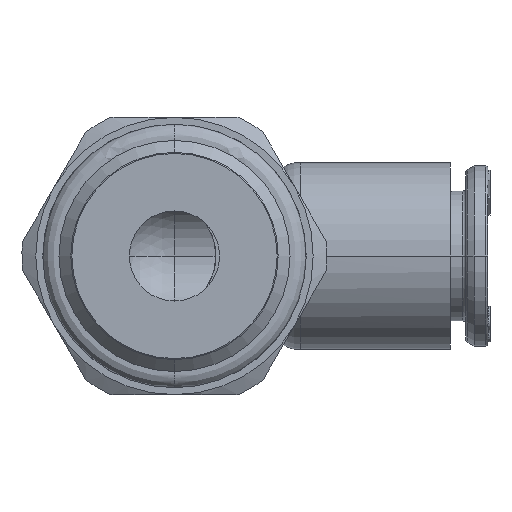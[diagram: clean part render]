
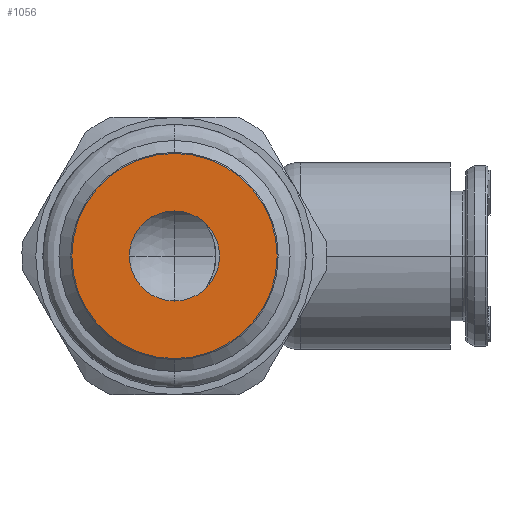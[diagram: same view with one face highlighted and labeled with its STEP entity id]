
A CAD part, front view. The second image highlights one B-rep face of the part: STEP entity #1056.
In plain terms, the highlighted planar face has unit normal (0, -1, 0).
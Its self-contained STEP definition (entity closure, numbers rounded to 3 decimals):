
#1056=ADVANCED_FACE('',(#2793,#2794),#2795,.T.);
#2793=FACE_OUTER_BOUND('',#6180,.T.);
#2794=FACE_BOUND('',#6181,.T.);
#2795=PLANE('',#6182);
#6180=EDGE_LOOP('',(#12831,#12832));
#6181=EDGE_LOOP('',(#12833,#12834));
#6182=AXIS2_PLACEMENT_3D('',#12835,#12836,#12837);
#12831=ORIENTED_EDGE('',*,*,#15358,.F.);
#12832=ORIENTED_EDGE('',*,*,#15359,.F.);
#12833=ORIENTED_EDGE('',*,*,#15360,.F.);
#12834=ORIENTED_EDGE('',*,*,#15357,.F.);
#12835=CARTESIAN_POINT('',(0.0,-31.4,0.0));
#12836=DIRECTION('',(0.0,-1.0,0.0));
#12837=DIRECTION('',(1.0,0.0,0.0));
#15357=EDGE_CURVE('',#18925,#18923,#18927,.T.);
#15358=EDGE_CURVE('',#18928,#18929,#18930,.T.);
#15359=EDGE_CURVE('',#18929,#18928,#18931,.T.);
#15360=EDGE_CURVE('',#18923,#18925,#18932,.T.);
#18923=VERTEX_POINT('',#25493);
#18925=VERTEX_POINT('',#25496);
#18927=CIRCLE('',#25499,3.25);
#18928=VERTEX_POINT('',#25500);
#18929=VERTEX_POINT('',#25501);
#18930=CIRCLE('',#25502,7.4);
#18931=CIRCLE('',#25503,7.4);
#18932=CIRCLE('',#25504,3.25);
#25493=CARTESIAN_POINT('',(3.25,-31.4,0.0));
#25496=CARTESIAN_POINT('',(-3.25,-31.4,0.0));
#25499=AXIS2_PLACEMENT_3D('',#28931,#28932,#28933);
#25500=CARTESIAN_POINT('',(0.0,-31.4,7.4));
#25501=CARTESIAN_POINT('',(0.0,-31.4,-7.4));
#25502=AXIS2_PLACEMENT_3D('',#28934,#28935,#28936);
#25503=AXIS2_PLACEMENT_3D('',#28937,#28938,#28939);
#25504=AXIS2_PLACEMENT_3D('',#28940,#28941,#28942);
#28931=CARTESIAN_POINT('',(0.0,-31.4,0.0));
#28932=DIRECTION('',(0.0,-1.0,0.0));
#28933=DIRECTION('',(-1.0,0.0,0.0));
#28934=CARTESIAN_POINT('',(0.0,-31.4,0.0));
#28935=DIRECTION('',(0.0,1.0,0.0));
#28936=DIRECTION('',(0.0,0.0,1.0));
#28937=CARTESIAN_POINT('',(0.0,-31.4,0.0));
#28938=DIRECTION('',(0.0,1.0,0.0));
#28939=DIRECTION('',(0.0,0.0,-1.0));
#28940=CARTESIAN_POINT('',(0.0,-31.4,0.0));
#28941=DIRECTION('',(0.0,-1.0,0.0));
#28942=DIRECTION('',(1.0,0.0,0.0));
